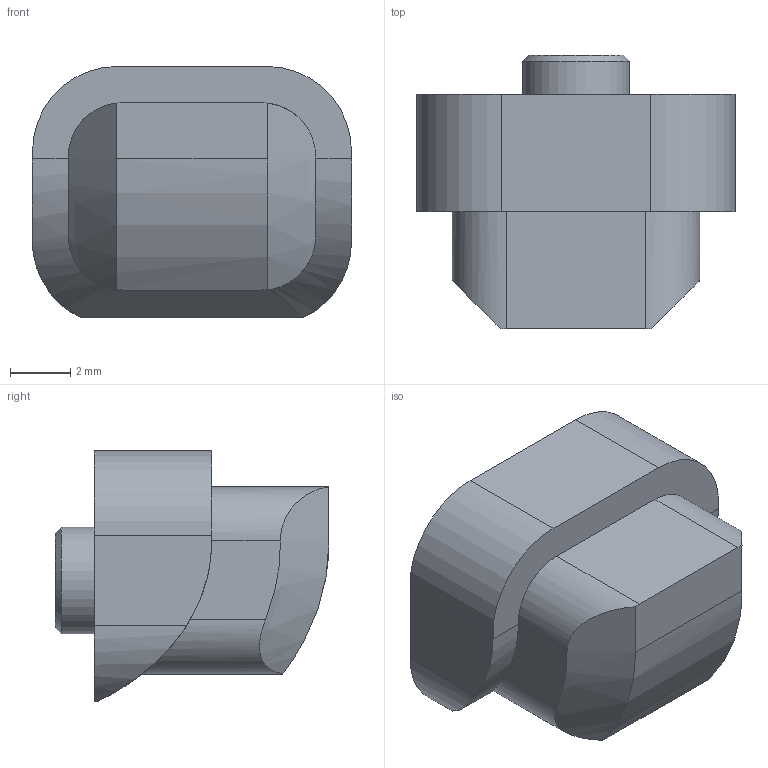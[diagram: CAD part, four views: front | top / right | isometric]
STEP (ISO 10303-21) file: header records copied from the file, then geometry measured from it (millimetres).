
FILE_DESCRIPTION(/* description */ (''),/* implementation_level */ '2;1');
FILE_NAME(/* name */ 'SPRING_LOCK v2.step',/* time_stamp */ '2020-03-10T16:28:41+01:00',/* author */ (''),/* organization */ (''),/* preprocessor_version */ 'ST-DEVELOPER v18',/* originating_system */ 'Autodesk Translation Framework v8.12.0.6',/* authorisation */ '');
FILE_SCHEMA (('AUTOMOTIVE_DESIGN { 1 0 10303 214 3 1 1 }'));
Length unit declared in the file: millimetre
Products named in the file (1): SPRING_LOCK
Bounding box: 10.6 x 9.1 x 8.35 mm (x, y, z)
Volume: 462.7 mm3; surface area: 372.8 mm2
Topology: 1 solids, 1 shells, 26 faces, 68 edges, 45 vertices
Faces by surface type: plane 12, cylinder 9, bspline 4, cone 1
Full cylindrical faces by diameter (mm): 3.55 x1
Entity records: 1254 total; most frequent: CARTESIAN_POINT 618, ORIENTED_EDGE 136, DIRECTION 106, EDGE_CURVE 68, VERTEX_POINT 45, AXIS2_PLACEMENT_3D 36, LINE 34, VECTOR 34
